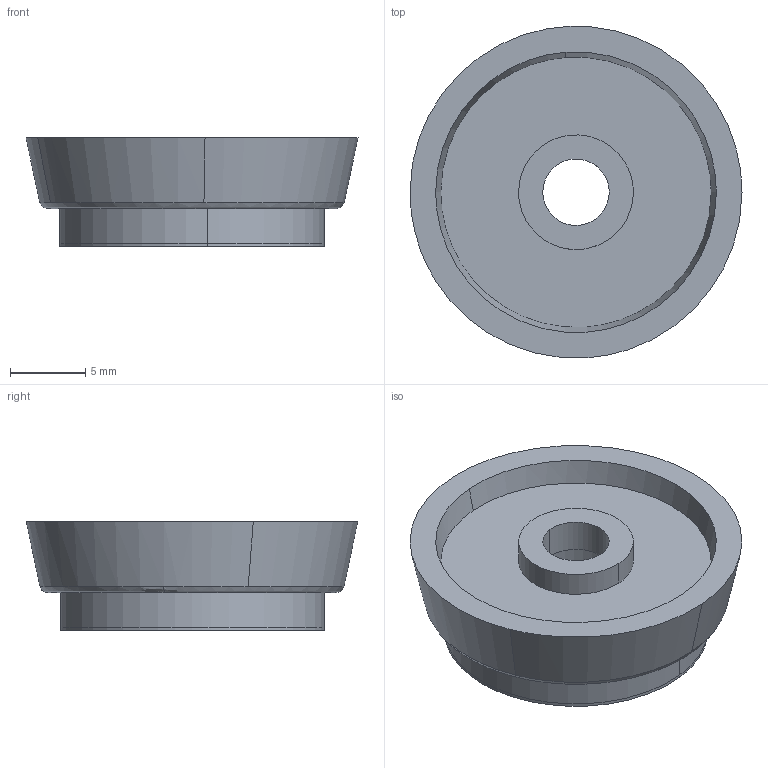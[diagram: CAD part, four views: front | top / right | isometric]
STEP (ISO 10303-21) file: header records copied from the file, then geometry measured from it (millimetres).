
FILE_DESCRIPTION((''),'2;1');
FILE_NAME('','2005-12-14T16:22:36',(''),(''),'','CADfix','');
FILE_SCHEMA(('AUTOMOTIVE_DESIGN'));
Length unit declared in the file: millimetre
Products named in the file (4): foot; cushion; coat; TM_201_2_32519_36
Assembly tree (3 placements, depth 2):
  TM_201_2_32519_36
    foot
    cushion
    coat
Bounding box: 22 x 21.96 x 7.2 mm (x, y, z)
Volume: 1631.3 mm3; surface area: 2432.1 mm2
Topology: 3 solids, 3 shells, 29 faces, 98 edges, 78 vertices
Faces by surface type: bspline 29
Entity records: 1335 total; most frequent: CARTESIAN_POINT 724, ORIENTED_EDGE 196, EDGE_CURVE 98, VERTEX_POINT 78, EDGE_LOOP 38, FACE_OUTER_BOUND 29, ADVANCED_FACE 29, DIRECTION 20
